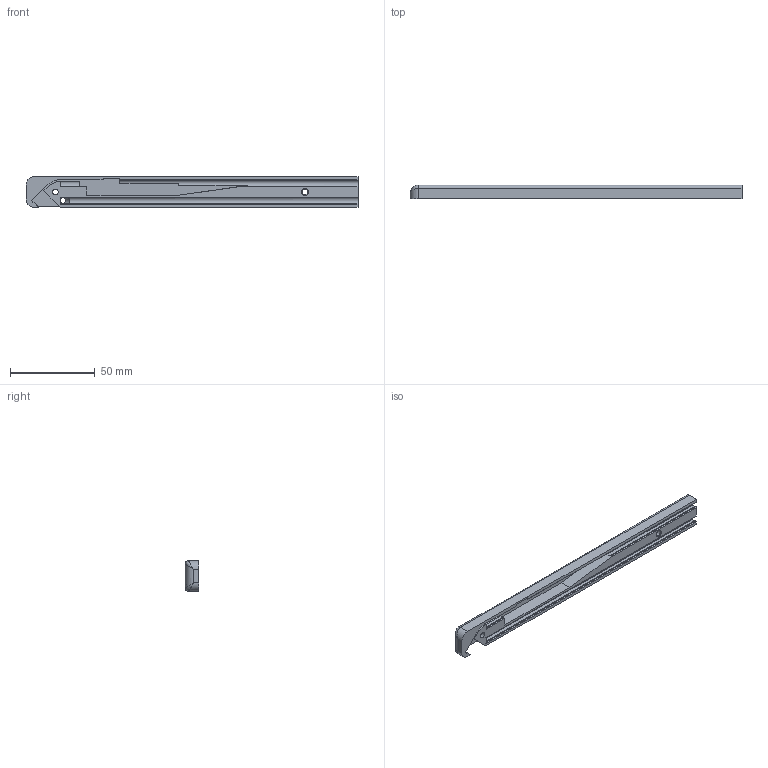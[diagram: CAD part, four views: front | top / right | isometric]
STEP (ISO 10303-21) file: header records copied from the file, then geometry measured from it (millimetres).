
FILE_DESCRIPTION(/* description */ ('','CAx-IF Rec.Pracs.---Representation and Presentation of Product Manufacturing Information (PMI)---4.0---2014-10-13'),/* implementation_level */ '2;1');
FILE_NAME(/* name */ '',/* time_stamp */ '2025-01-31T17:13:30+03:00',/* author */ (''),/* organization */ (''),/* preprocessor_version */ 'ST-DEVELOPER v20',/* originating_system */ 'Autodesk Translation Framework v13.20.0.188',/* authorisation */ '');
FILE_SCHEMA (('AP242_MANAGED_MODEL_BASED_3D_ENGINEERING_MIM_LF { 1 0 10303 442 1 1 4 }'));
Length unit declared in the file: millimetre
Products named in the file (1): Pipe and Cable Holder Top Back
Bounding box: 195.3 x 8 x 18 mm (x, y, z)
Volume: 16211.6 mm3; surface area: 14431.1 mm2
Topology: 1 solids, 1 shells, 79 faces, 224 edges, 145 vertices
Faces by surface type: plane 48, cylinder 25, bspline 4, cone 2
Full cylindrical faces by diameter (mm): 3.4 x2, 4.2 x1, 6 x2
Entity records: 2738 total; most frequent: CARTESIAN_POINT 602, ORIENTED_EDGE 444, DIRECTION 438, EDGE_CURVE 222, LINE 148, VECTOR 148, VERTEX_POINT 145, AXIS2_PLACEMENT_3D 145
